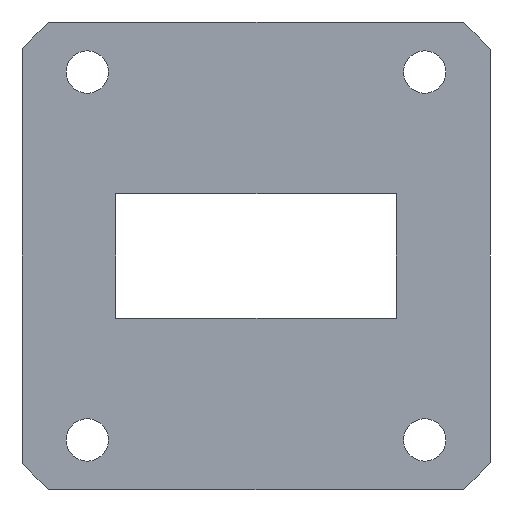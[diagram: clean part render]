
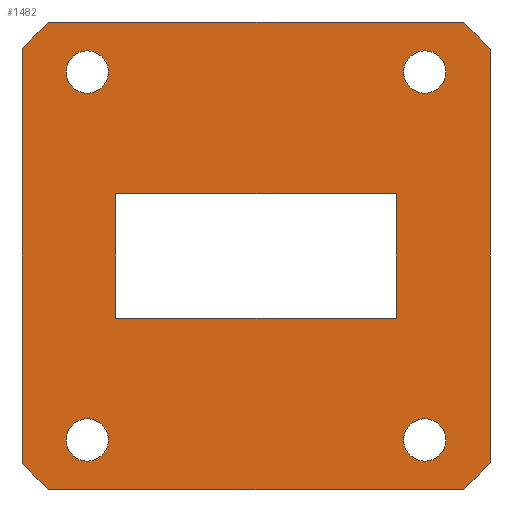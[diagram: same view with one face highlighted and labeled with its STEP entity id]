
A CAD part, front view. The second image highlights one B-rep face of the part: STEP entity #1482.
In plain terms, the highlighted planar face has unit normal (0, -1, 0).
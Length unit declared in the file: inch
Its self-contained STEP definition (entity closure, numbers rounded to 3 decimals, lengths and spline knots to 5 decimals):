
#66 = VECTOR ( 'NONE', #471, 39.37008 ) ;
#82 = VERTEX_POINT ( 'NONE', #1383 ) ;
#94 = CARTESIAN_POINT ( 'NONE',  ( 0.8268, 0., -0.9375 ) ) ;
#95 = ORIENTED_EDGE ( 'NONE', *, *, #1740, .F. ) ;
#103 = LINE ( 'NONE', #2306, #135 ) ;
#106 = CARTESIAN_POINT ( 'NONE',  ( -0.9375, 0., 0. ) ) ;
#135 = VECTOR ( 'NONE', #1452, 39.37008 ) ;
#175 = DIRECTION ( 'NONE',  ( 0., 1., 0. ) ) ;
#187 = EDGE_CURVE ( 'NONE', #2595, #2038, #1761, .T. ) ;
#208 = AXIS2_PLACEMENT_3D ( 'NONE', #1245, #673, #911 ) ;
#242 = ORIENTED_EDGE ( 'NONE', *, *, #187, .F. ) ;
#249 = LINE ( 'NONE', #2155, #2299 ) ;
#250 = CARTESIAN_POINT ( 'NONE',  ( 0.676, 0., -0.652 ) ) ;
#252 = VECTOR ( 'NONE', #1887, 39.37008 ) ;
#255 = ORIENTED_EDGE ( 'NONE', *, *, #880, .T. ) ;
#264 = CARTESIAN_POINT ( 'NONE',  ( -0.8268, 0., 0.9375 ) ) ;
#266 = EDGE_CURVE ( 'NONE', #2038, #1420, #2364, .T. ) ;
#280 = CIRCLE ( 'NONE', #1056, 1.25 ) ;
#310 = ORIENTED_EDGE ( 'NONE', *, *, #2461, .F. ) ;
#329 = ORIENTED_EDGE ( 'NONE', *, *, #1971, .T. ) ;
#354 = CARTESIAN_POINT ( 'NONE',  ( -0.9375, 0., 0.8268 ) ) ;
#383 = DIRECTION ( 'NONE',  ( 0., 1., 0. ) ) ;
#399 = DIRECTION ( 'NONE',  ( 1., 0., 0. ) ) ;
#401 = ORIENTED_EDGE ( 'NONE', *, *, #1713, .F. ) ;
#412 = CARTESIAN_POINT ( 'NONE',  ( -0.676, 0., 0.822 ) ) ;
#415 = ORIENTED_EDGE ( 'NONE', *, *, #688, .T. ) ;
#440 = CARTESIAN_POINT ( 'NONE',  ( 0.676, 0., 0.822 ) ) ;
#450 = VERTEX_POINT ( 'NONE', #440 ) ;
#458 = FACE_BOUND ( 'NONE', #536, .T. ) ;
#471 = DIRECTION ( 'NONE',  ( -1., 0., 0. ) ) ;
#474 = CARTESIAN_POINT ( 'NONE',  ( -0.676, 0., -0.737 ) ) ;
#503 = AXIS2_PLACEMENT_3D ( 'NONE', #746, #175, #545 ) ;
#511 = ORIENTED_EDGE ( 'NONE', *, *, #266, .F. ) ;
#534 = CARTESIAN_POINT ( 'NONE',  ( -0.561, 0., 0.2485 ) ) ;
#536 = EDGE_LOOP ( 'NONE', ( #415 ) ) ;
#541 = EDGE_CURVE ( 'NONE', #1489, #82, #280, .T. ) ;
#545 = DIRECTION ( 'NONE',  ( 0., 0., 1. ) ) ;
#546 = PLANE ( 'NONE',  #912 ) ;
#561 = VECTOR ( 'NONE', #1202, 39.37008 ) ;
#584 = CIRCLE ( 'NONE', #1582, 0.085 ) ;
#618 = FACE_BOUND ( 'NONE', #1289, .T. ) ;
#629 = CIRCLE ( 'NONE', #1905, 0.085 ) ;
#665 = VECTOR ( 'NONE', #2602, 39.37008 ) ;
#673 = DIRECTION ( 'NONE',  ( 0., 1., 0. ) ) ;
#680 = ORIENTED_EDGE ( 'NONE', *, *, #2514, .T. ) ;
#688 = EDGE_CURVE ( 'NONE', #450, #450, #1563, .T. ) ;
#719 = EDGE_CURVE ( 'NONE', #2437, #1567, #1156, .T. ) ;
#727 = CARTESIAN_POINT ( 'NONE',  ( -0.561, 0., -0.2485 ) ) ;
#732 = VERTEX_POINT ( 'NONE', #2261 ) ;
#746 = CARTESIAN_POINT ( 'NONE',  ( 0., 0., 0. ) ) ;
#759 = CARTESIAN_POINT ( 'NONE',  ( -0.8268, 0., -0.9375 ) ) ;
#770 = DIRECTION ( 'NONE',  ( 0., 0., 1. ) ) ;
#773 = AXIS2_PLACEMENT_3D ( 'NONE', #1149, #2395, #2600 ) ;
#781 = LINE ( 'NONE', #1492, #252 ) ;
#825 = VECTOR ( 'NONE', #1899, 39.37008 ) ;
#880 = EDGE_CURVE ( 'NONE', #1526, #1592, #103, .T. ) ;
#894 = VERTEX_POINT ( 'NONE', #94 ) ;
#906 = AXIS2_PLACEMENT_3D ( 'NONE', #1528, #1537, #2339 ) ;
#911 = DIRECTION ( 'NONE',  ( 0., 0., 1. ) ) ;
#912 = AXIS2_PLACEMENT_3D ( 'NONE', #2175, #954, #1756 ) ;
#922 = VERTEX_POINT ( 'NONE', #412 ) ;
#954 = DIRECTION ( 'NONE',  ( 0., 1., 0. ) ) ;
#955 = LINE ( 'NONE', #1746, #665 ) ;
#969 = DIRECTION ( 'NONE',  ( 0., 1., 0. ) ) ;
#1011 = CARTESIAN_POINT ( 'NONE',  ( 0., 0., 0.9375 ) ) ;
#1056 = AXIS2_PLACEMENT_3D ( 'NONE', #1176, #383, #770 ) ;
#1149 = CARTESIAN_POINT ( 'NONE',  ( 0., 0., 0. ) ) ;
#1156 = LINE ( 'NONE', #2599, #2264 ) ;
#1175 = DIRECTION ( 'NONE',  ( 0., 1., 0. ) ) ;
#1176 = CARTESIAN_POINT ( 'NONE',  ( 0., 0., 0. ) ) ;
#1192 = CARTESIAN_POINT ( 'NONE',  ( -0.676, 0., 0.737 ) ) ;
#1202 = DIRECTION ( 'NONE',  ( 1., 0., 0. ) ) ;
#1243 = ORIENTED_EDGE ( 'NONE', *, *, #719, .T. ) ;
#1245 = CARTESIAN_POINT ( 'NONE',  ( 0., 0., 0. ) ) ;
#1271 = CIRCLE ( 'NONE', #503, 1.25 ) ;
#1284 = DIRECTION ( 'NONE',  ( 0., 1., 0. ) ) ;
#1289 = EDGE_LOOP ( 'NONE', ( #1816, #255, #1800, #1243 ) ) ;
#1294 = EDGE_CURVE ( 'NONE', #1420, #1571, #781, .T. ) ;
#1315 = EDGE_LOOP ( 'NONE', ( #680 ) ) ;
#1316 = DIRECTION ( 'NONE',  ( 0., 0., -1. ) ) ;
#1336 = ORIENTED_EDGE ( 'NONE', *, *, #1840, .T. ) ;
#1365 = CARTESIAN_POINT ( 'NONE',  ( 0.561, 0., -0.2485 ) ) ;
#1367 = DIRECTION ( 'NONE',  ( 0., 0., 1. ) ) ;
#1383 = CARTESIAN_POINT ( 'NONE',  ( -0.9375, 0., -0.8268 ) ) ;
#1407 = EDGE_LOOP ( 'NONE', ( #95, #1608, #401, #310, #1425, #511, #242, #1988 ) ) ;
#1420 = VERTEX_POINT ( 'NONE', #2116 ) ;
#1425 = ORIENTED_EDGE ( 'NONE', *, *, #1294, .F. ) ;
#1452 = DIRECTION ( 'NONE',  ( -1., 0., 0. ) ) ;
#1468 = EDGE_CURVE ( 'NONE', #1567, #1526, #249, .T. ) ;
#1482 = ADVANCED_FACE ( 'NONE', ( #2505, #458, #1523, #1683, #618, #2199 ), #546, .F. ) ;
#1489 = VERTEX_POINT ( 'NONE', #759 ) ;
#1492 = CARTESIAN_POINT ( 'NONE',  ( 0.9375, 0., 0. ) ) ;
#1515 = VERTEX_POINT ( 'NONE', #354 ) ;
#1519 = CARTESIAN_POINT ( 'NONE',  ( 0.8268, 0., 0.9375 ) ) ;
#1523 = FACE_BOUND ( 'NONE', #2100, .T. ) ;
#1526 = VERTEX_POINT ( 'NONE', #1365 ) ;
#1528 = CARTESIAN_POINT ( 'NONE',  ( 0.676, 0., -0.737 ) ) ;
#1537 = DIRECTION ( 'NONE',  ( 0., 1., 0. ) ) ;
#1545 = CARTESIAN_POINT ( 'NONE',  ( 0.561, 0., 0.2485 ) ) ;
#1563 = CIRCLE ( 'NONE', #1587, 0.085 ) ;
#1567 = VERTEX_POINT ( 'NONE', #1545 ) ;
#1571 = VERTEX_POINT ( 'NONE', #2598 ) ;
#1574 = CIRCLE ( 'NONE', #906, 0.085 ) ;
#1582 = AXIS2_PLACEMENT_3D ( 'NONE', #1192, #1175, #1367 ) ;
#1587 = AXIS2_PLACEMENT_3D ( 'NONE', #2026, #969, #2217 ) ;
#1589 = CIRCLE ( 'NONE', #773, 1.25 ) ;
#1592 = VERTEX_POINT ( 'NONE', #727 ) ;
#1608 = ORIENTED_EDGE ( 'NONE', *, *, #541, .F. ) ;
#1618 = EDGE_LOOP ( 'NONE', ( #1336 ) ) ;
#1670 = CARTESIAN_POINT ( 'NONE',  ( 0., 0., -0.9375 ) ) ;
#1683 = FACE_BOUND ( 'NONE', #1618, .T. ) ;
#1712 = VERTEX_POINT ( 'NONE', #250 ) ;
#1713 = EDGE_CURVE ( 'NONE', #894, #1489, #2210, .T. ) ;
#1740 = EDGE_CURVE ( 'NONE', #82, #1515, #2356, .T. ) ;
#1746 = CARTESIAN_POINT ( 'NONE',  ( -0.561, 0., 0. ) ) ;
#1756 = DIRECTION ( 'NONE',  ( 0., 0., 1. ) ) ;
#1761 = LINE ( 'NONE', #1011, #561 ) ;
#1800 = ORIENTED_EDGE ( 'NONE', *, *, #2082, .T. ) ;
#1816 = ORIENTED_EDGE ( 'NONE', *, *, #1468, .T. ) ;
#1840 = EDGE_CURVE ( 'NONE', #1712, #1712, #1574, .T. ) ;
#1887 = DIRECTION ( 'NONE',  ( 0., 0., -1. ) ) ;
#1899 = DIRECTION ( 'NONE',  ( 0., 0., 1. ) ) ;
#1905 = AXIS2_PLACEMENT_3D ( 'NONE', #474, #1284, #2480 ) ;
#1971 = EDGE_CURVE ( 'NONE', #732, #732, #629, .T. ) ;
#1988 = ORIENTED_EDGE ( 'NONE', *, *, #2114, .F. ) ;
#2026 = CARTESIAN_POINT ( 'NONE',  ( 0.676, 0., 0.737 ) ) ;
#2038 = VERTEX_POINT ( 'NONE', #1519 ) ;
#2082 = EDGE_CURVE ( 'NONE', #1592, #2437, #955, .T. ) ;
#2100 = EDGE_LOOP ( 'NONE', ( #329 ) ) ;
#2114 = EDGE_CURVE ( 'NONE', #1515, #2595, #1271, .T. ) ;
#2116 = CARTESIAN_POINT ( 'NONE',  ( 0.9375, 0., 0.8268 ) ) ;
#2155 = CARTESIAN_POINT ( 'NONE',  ( 0.561, 0., 0. ) ) ;
#2175 = CARTESIAN_POINT ( 'NONE',  ( 0., 0., 0. ) ) ;
#2199 = FACE_OUTER_BOUND ( 'NONE', #1407, .T. ) ;
#2210 = LINE ( 'NONE', #1670, #66 ) ;
#2217 = DIRECTION ( 'NONE',  ( 0., 0., 1. ) ) ;
#2261 = CARTESIAN_POINT ( 'NONE',  ( -0.676, 0., -0.652 ) ) ;
#2264 = VECTOR ( 'NONE', #399, 39.37008 ) ;
#2299 = VECTOR ( 'NONE', #1316, 39.37008 ) ;
#2306 = CARTESIAN_POINT ( 'NONE',  ( 0., 0., -0.2485 ) ) ;
#2339 = DIRECTION ( 'NONE',  ( 0., 0., 1. ) ) ;
#2356 = LINE ( 'NONE', #106, #825 ) ;
#2364 = CIRCLE ( 'NONE', #208, 1.25 ) ;
#2395 = DIRECTION ( 'NONE',  ( 0., 1., 0. ) ) ;
#2437 = VERTEX_POINT ( 'NONE', #534 ) ;
#2461 = EDGE_CURVE ( 'NONE', #1571, #894, #1589, .T. ) ;
#2480 = DIRECTION ( 'NONE',  ( 0., 0., 1. ) ) ;
#2505 = FACE_BOUND ( 'NONE', #1315, .T. ) ;
#2514 = EDGE_CURVE ( 'NONE', #922, #922, #584, .T. ) ;
#2595 = VERTEX_POINT ( 'NONE', #264 ) ;
#2598 = CARTESIAN_POINT ( 'NONE',  ( 0.9375, 0., -0.8268 ) ) ;
#2599 = CARTESIAN_POINT ( 'NONE',  ( 0., 0., 0.2485 ) ) ;
#2600 = DIRECTION ( 'NONE',  ( 0., 0., 1. ) ) ;
#2602 = DIRECTION ( 'NONE',  ( 0., 0., 1. ) ) ;
